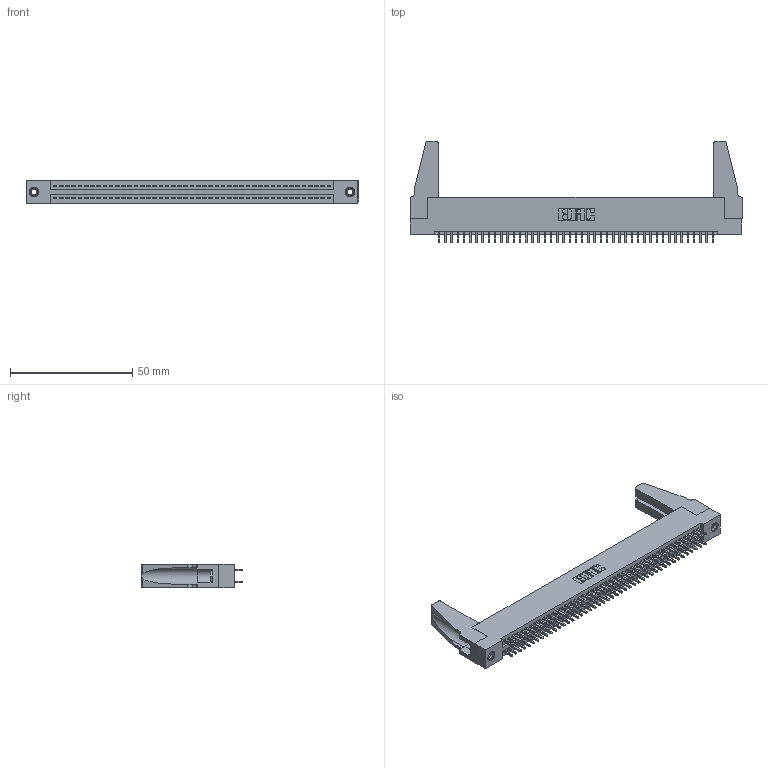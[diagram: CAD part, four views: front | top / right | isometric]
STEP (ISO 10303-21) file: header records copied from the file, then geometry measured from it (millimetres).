
FILE_DESCRIPTION (( 'STEP AP203' ), '1' );
FILE_NAME ('395-090-521-288.STEP', '2019-10-25T15:54:11', ( '' ), ( '' ), 'SwSTEP 2.0', 'SolidWorks 2016', '' );
FILE_SCHEMA (( 'CONFIG_CONTROL_DESIGN' ));
Length unit declared in the file: inch
Products named in the file (5): 345-292-001_345-293-121; 345-250-001_345-250-001-102; 345-220-078_345-220-088; 395-090-521-288; 345 Part_Flush Mounting Lugs - 0.156 Dia-TH
Assembly tree (95 placements, depth 2):
  395-090-521-288
    345 Part_Flush Mounting Lugs - 0.156 Dia-TH
    345-292-001_345-293-121  x90
    345-250-001_345-250-001-102  x2
    345-220-078_345-220-088  x2
Bounding box: 135.53 x 41.58 x 9.4 mm (x, y, z)
Volume: 16409.5 mm3; surface area: 22389.5 mm2
Topology: 95 solids, 95 shells, 4750 faces, 14065 edges, 9246 vertices
Faces by surface type: plane 3122, cylinder 1612, cone 12, torus 4
Entity records: 37070 total; most frequent: CARTESIAN_POINT 6206, ORIENTED_EDGE 6100, DIRECTION 5474, EDGE_CURVE 3050, LINE 2696, VECTOR 2696, VERTEX_POINT 2026, AXIS2_PLACEMENT_3D 1389
